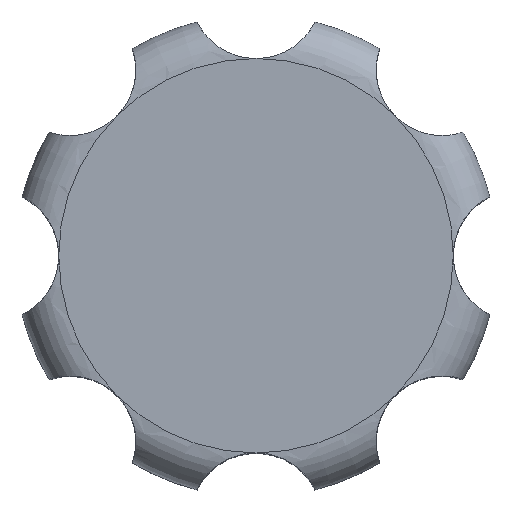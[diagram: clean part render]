
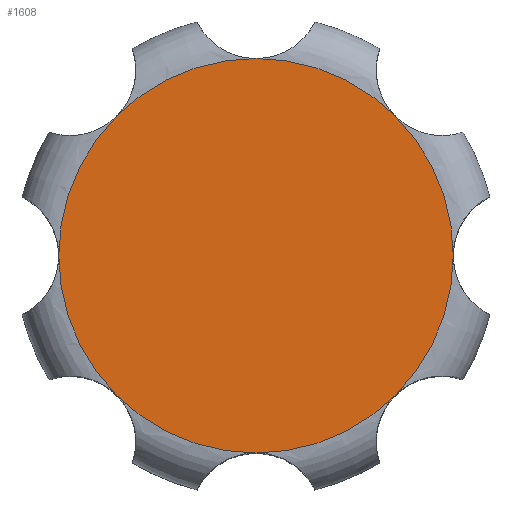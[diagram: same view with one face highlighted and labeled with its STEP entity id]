
A CAD part, top view. The second image highlights one B-rep face of the part: STEP entity #1608.
In plain terms, the highlighted planar face has unit normal (0, 0, 1).
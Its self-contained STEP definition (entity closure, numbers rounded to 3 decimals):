
#45 = TOROIDAL_SURFACE('',#46,9.,2.);
#46 = AXIS2_PLACEMENT_3D('',#47,#48,#49);
#47 = CARTESIAN_POINT('',(7.5,9.5,26.));
#48 = DIRECTION('',(0.,0.,1.));
#49 = DIRECTION('',(-1.,0.,0.));
#139 = EDGE_CURVE('',#140,#142,#144,.T.);
#140 = VERTEX_POINT('',#141);
#141 = CARTESIAN_POINT('',(-1.5,9.5,28.));
#142 = VERTEX_POINT('',#143);
#143 = CARTESIAN_POINT('',(1.136,3.136,28.));
#144 = SURFACE_CURVE('',#145,(#150,#157),.PCURVE_S1.);
#145 = CIRCLE('',#146,9.);
#146 = AXIS2_PLACEMENT_3D('',#147,#148,#149);
#147 = CARTESIAN_POINT('',(7.5,9.5,28.));
#148 = DIRECTION('',(0.,0.,1.));
#149 = DIRECTION('',(-1.,0.,0.));
#150 = PCURVE('',#45,#151);
#151 = DEFINITIONAL_REPRESENTATION('',(#152),#156);
#152 = LINE('',#153,#154);
#153 = CARTESIAN_POINT('',(0.,1.571));
#154 = VECTOR('',#155,1.);
#155 = DIRECTION('',(1.,0.));
#156 = ( GEOMETRIC_REPRESENTATION_CONTEXT(2) 
PARAMETRIC_REPRESENTATION_CONTEXT() REPRESENTATION_CONTEXT('2D SPACE',''
  ) );
#157 = PCURVE('',#158,#163);
#158 = PLANE('',#159);
#159 = AXIS2_PLACEMENT_3D('',#160,#161,#162);
#160 = CARTESIAN_POINT('',(7.5,9.5,28.));
#161 = DIRECTION('',(0.,0.,1.));
#162 = DIRECTION('',(-1.,0.,0.));
#163 = DEFINITIONAL_REPRESENTATION('',(#164),#168);
#164 = CIRCLE('',#165,9.);
#165 = AXIS2_PLACEMENT_2D('',#166,#167);
#166 = CARTESIAN_POINT('',(0.,0.));
#167 = DIRECTION('',(1.,0.));
#168 = ( GEOMETRIC_REPRESENTATION_CONTEXT(2) 
PARAMETRIC_REPRESENTATION_CONTEXT() REPRESENTATION_CONTEXT('2D SPACE',''
  ) );
#594 = TOROIDAL_SURFACE('',#595,9.,2.);
#595 = AXIS2_PLACEMENT_3D('',#596,#597,#598);
#596 = CARTESIAN_POINT('',(7.5,9.5,26.));
#597 = DIRECTION('',(0.,0.,1.));
#598 = DIRECTION('',(-1.,0.,0.));
#1557 = TOROIDAL_SURFACE('',#1558,9.,2.);
#1558 = AXIS2_PLACEMENT_3D('',#1559,#1560,#1561);
#1559 = CARTESIAN_POINT('',(7.5,9.5,26.));
#1560 = DIRECTION('',(0.,0.,1.));
#1561 = DIRECTION('',(-1.,0.,0.));
#1608 = ADVANCED_FACE('',(#1609),#158,.T.);
#1609 = FACE_BOUND('',#1610,.T.);
#1610 = EDGE_LOOP('',(#1611,#1612,#1636,#1665,#1694,#1723,#1752,#1781));
#1611 = ORIENTED_EDGE('',*,*,#139,.T.);
#1612 = ORIENTED_EDGE('',*,*,#1613,.T.);
#1613 = EDGE_CURVE('',#142,#1614,#1616,.T.);
#1614 = VERTEX_POINT('',#1615);
#1615 = CARTESIAN_POINT('',(7.5,0.5,28.));
#1616 = SURFACE_CURVE('',#1617,(#1622,#1629),.PCURVE_S1.);
#1617 = CIRCLE('',#1618,9.);
#1618 = AXIS2_PLACEMENT_3D('',#1619,#1620,#1621);
#1619 = CARTESIAN_POINT('',(7.5,9.5,28.));
#1620 = DIRECTION('',(0.,0.,1.));
#1621 = DIRECTION('',(-1.,0.,0.));
#1622 = PCURVE('',#158,#1623);
#1623 = DEFINITIONAL_REPRESENTATION('',(#1624),#1628);
#1624 = CIRCLE('',#1625,9.);
#1625 = AXIS2_PLACEMENT_2D('',#1626,#1627);
#1626 = CARTESIAN_POINT('',(0.,0.));
#1627 = DIRECTION('',(1.,0.));
#1628 = ( GEOMETRIC_REPRESENTATION_CONTEXT(2) 
PARAMETRIC_REPRESENTATION_CONTEXT() REPRESENTATION_CONTEXT('2D SPACE',''
  ) );
#1629 = PCURVE('',#594,#1630);
#1630 = DEFINITIONAL_REPRESENTATION('',(#1631),#1635);
#1631 = LINE('',#1632,#1633);
#1632 = CARTESIAN_POINT('',(0.,1.571));
#1633 = VECTOR('',#1634,1.);
#1634 = DIRECTION('',(1.,0.));
#1635 = ( GEOMETRIC_REPRESENTATION_CONTEXT(2) 
PARAMETRIC_REPRESENTATION_CONTEXT() REPRESENTATION_CONTEXT('2D SPACE',''
  ) );
#1636 = ORIENTED_EDGE('',*,*,#1637,.T.);
#1637 = EDGE_CURVE('',#1614,#1638,#1640,.T.);
#1638 = VERTEX_POINT('',#1639);
#1639 = CARTESIAN_POINT('',(13.864,3.136,28.));
#1640 = SURFACE_CURVE('',#1641,(#1646,#1653),.PCURVE_S1.);
#1641 = CIRCLE('',#1642,9.);
#1642 = AXIS2_PLACEMENT_3D('',#1643,#1644,#1645);
#1643 = CARTESIAN_POINT('',(7.5,9.5,28.));
#1644 = DIRECTION('',(0.,0.,1.));
#1645 = DIRECTION('',(-1.,0.,0.));
#1646 = PCURVE('',#158,#1647);
#1647 = DEFINITIONAL_REPRESENTATION('',(#1648),#1652);
#1648 = CIRCLE('',#1649,9.);
#1649 = AXIS2_PLACEMENT_2D('',#1650,#1651);
#1650 = CARTESIAN_POINT('',(0.,0.));
#1651 = DIRECTION('',(1.,0.));
#1652 = ( GEOMETRIC_REPRESENTATION_CONTEXT(2) 
PARAMETRIC_REPRESENTATION_CONTEXT() REPRESENTATION_CONTEXT('2D SPACE',''
  ) );
#1653 = PCURVE('',#1654,#1659);
#1654 = TOROIDAL_SURFACE('',#1655,9.,2.);
#1655 = AXIS2_PLACEMENT_3D('',#1656,#1657,#1658);
#1656 = CARTESIAN_POINT('',(7.5,9.5,26.));
#1657 = DIRECTION('',(0.,0.,1.));
#1658 = DIRECTION('',(-1.,0.,0.));
#1659 = DEFINITIONAL_REPRESENTATION('',(#1660),#1664);
#1660 = LINE('',#1661,#1662);
#1661 = CARTESIAN_POINT('',(0.,1.571));
#1662 = VECTOR('',#1663,1.);
#1663 = DIRECTION('',(1.,0.));
#1664 = ( GEOMETRIC_REPRESENTATION_CONTEXT(2) 
PARAMETRIC_REPRESENTATION_CONTEXT() REPRESENTATION_CONTEXT('2D SPACE',''
  ) );
#1665 = ORIENTED_EDGE('',*,*,#1666,.T.);
#1666 = EDGE_CURVE('',#1638,#1667,#1669,.T.);
#1667 = VERTEX_POINT('',#1668);
#1668 = CARTESIAN_POINT('',(16.5,9.5,28.));
#1669 = SURFACE_CURVE('',#1670,(#1675,#1682),.PCURVE_S1.);
#1670 = CIRCLE('',#1671,9.);
#1671 = AXIS2_PLACEMENT_3D('',#1672,#1673,#1674);
#1672 = CARTESIAN_POINT('',(7.5,9.5,28.));
#1673 = DIRECTION('',(0.,0.,1.));
#1674 = DIRECTION('',(-1.,0.,0.));
#1675 = PCURVE('',#158,#1676);
#1676 = DEFINITIONAL_REPRESENTATION('',(#1677),#1681);
#1677 = CIRCLE('',#1678,9.);
#1678 = AXIS2_PLACEMENT_2D('',#1679,#1680);
#1679 = CARTESIAN_POINT('',(0.,0.));
#1680 = DIRECTION('',(1.,0.));
#1681 = ( GEOMETRIC_REPRESENTATION_CONTEXT(2) 
PARAMETRIC_REPRESENTATION_CONTEXT() REPRESENTATION_CONTEXT('2D SPACE',''
  ) );
#1682 = PCURVE('',#1683,#1688);
#1683 = TOROIDAL_SURFACE('',#1684,9.,2.);
#1684 = AXIS2_PLACEMENT_3D('',#1685,#1686,#1687);
#1685 = CARTESIAN_POINT('',(7.5,9.5,26.));
#1686 = DIRECTION('',(0.,0.,1.));
#1687 = DIRECTION('',(-1.,0.,0.));
#1688 = DEFINITIONAL_REPRESENTATION('',(#1689),#1693);
#1689 = LINE('',#1690,#1691);
#1690 = CARTESIAN_POINT('',(0.,1.571));
#1691 = VECTOR('',#1692,1.);
#1692 = DIRECTION('',(1.,0.));
#1693 = ( GEOMETRIC_REPRESENTATION_CONTEXT(2) 
PARAMETRIC_REPRESENTATION_CONTEXT() REPRESENTATION_CONTEXT('2D SPACE',''
  ) );
#1694 = ORIENTED_EDGE('',*,*,#1695,.T.);
#1695 = EDGE_CURVE('',#1667,#1696,#1698,.T.);
#1696 = VERTEX_POINT('',#1697);
#1697 = CARTESIAN_POINT('',(13.864,15.864,28.));
#1698 = SURFACE_CURVE('',#1699,(#1704,#1711),.PCURVE_S1.);
#1699 = CIRCLE('',#1700,9.);
#1700 = AXIS2_PLACEMENT_3D('',#1701,#1702,#1703);
#1701 = CARTESIAN_POINT('',(7.5,9.5,28.));
#1702 = DIRECTION('',(0.,0.,1.));
#1703 = DIRECTION('',(-1.,0.,0.));
#1704 = PCURVE('',#158,#1705);
#1705 = DEFINITIONAL_REPRESENTATION('',(#1706),#1710);
#1706 = CIRCLE('',#1707,9.);
#1707 = AXIS2_PLACEMENT_2D('',#1708,#1709);
#1708 = CARTESIAN_POINT('',(0.,0.));
#1709 = DIRECTION('',(1.,0.));
#1710 = ( GEOMETRIC_REPRESENTATION_CONTEXT(2) 
PARAMETRIC_REPRESENTATION_CONTEXT() REPRESENTATION_CONTEXT('2D SPACE',''
  ) );
#1711 = PCURVE('',#1712,#1717);
#1712 = TOROIDAL_SURFACE('',#1713,9.,2.);
#1713 = AXIS2_PLACEMENT_3D('',#1714,#1715,#1716);
#1714 = CARTESIAN_POINT('',(7.5,9.5,26.));
#1715 = DIRECTION('',(0.,0.,1.));
#1716 = DIRECTION('',(-1.,0.,0.));
#1717 = DEFINITIONAL_REPRESENTATION('',(#1718),#1722);
#1718 = LINE('',#1719,#1720);
#1719 = CARTESIAN_POINT('',(0.,1.571));
#1720 = VECTOR('',#1721,1.);
#1721 = DIRECTION('',(1.,0.));
#1722 = ( GEOMETRIC_REPRESENTATION_CONTEXT(2) 
PARAMETRIC_REPRESENTATION_CONTEXT() REPRESENTATION_CONTEXT('2D SPACE',''
  ) );
#1723 = ORIENTED_EDGE('',*,*,#1724,.T.);
#1724 = EDGE_CURVE('',#1696,#1725,#1727,.T.);
#1725 = VERTEX_POINT('',#1726);
#1726 = CARTESIAN_POINT('',(7.5,18.5,28.));
#1727 = SURFACE_CURVE('',#1728,(#1733,#1740),.PCURVE_S1.);
#1728 = CIRCLE('',#1729,9.);
#1729 = AXIS2_PLACEMENT_3D('',#1730,#1731,#1732);
#1730 = CARTESIAN_POINT('',(7.5,9.5,28.));
#1731 = DIRECTION('',(0.,0.,1.));
#1732 = DIRECTION('',(-1.,0.,0.));
#1733 = PCURVE('',#158,#1734);
#1734 = DEFINITIONAL_REPRESENTATION('',(#1735),#1739);
#1735 = CIRCLE('',#1736,9.);
#1736 = AXIS2_PLACEMENT_2D('',#1737,#1738);
#1737 = CARTESIAN_POINT('',(0.,0.));
#1738 = DIRECTION('',(1.,0.));
#1739 = ( GEOMETRIC_REPRESENTATION_CONTEXT(2) 
PARAMETRIC_REPRESENTATION_CONTEXT() REPRESENTATION_CONTEXT('2D SPACE',''
  ) );
#1740 = PCURVE('',#1741,#1746);
#1741 = TOROIDAL_SURFACE('',#1742,9.,2.);
#1742 = AXIS2_PLACEMENT_3D('',#1743,#1744,#1745);
#1743 = CARTESIAN_POINT('',(7.5,9.5,26.));
#1744 = DIRECTION('',(0.,0.,1.));
#1745 = DIRECTION('',(-1.,0.,0.));
#1746 = DEFINITIONAL_REPRESENTATION('',(#1747),#1751);
#1747 = LINE('',#1748,#1749);
#1748 = CARTESIAN_POINT('',(0.,1.571));
#1749 = VECTOR('',#1750,1.);
#1750 = DIRECTION('',(1.,0.));
#1751 = ( GEOMETRIC_REPRESENTATION_CONTEXT(2) 
PARAMETRIC_REPRESENTATION_CONTEXT() REPRESENTATION_CONTEXT('2D SPACE',''
  ) );
#1752 = ORIENTED_EDGE('',*,*,#1753,.T.);
#1753 = EDGE_CURVE('',#1725,#1754,#1756,.T.);
#1754 = VERTEX_POINT('',#1755);
#1755 = CARTESIAN_POINT('',(1.136,15.864,28.));
#1756 = SURFACE_CURVE('',#1757,(#1762,#1769),.PCURVE_S1.);
#1757 = CIRCLE('',#1758,9.);
#1758 = AXIS2_PLACEMENT_3D('',#1759,#1760,#1761);
#1759 = CARTESIAN_POINT('',(7.5,9.5,28.));
#1760 = DIRECTION('',(0.,0.,1.));
#1761 = DIRECTION('',(-1.,0.,0.));
#1762 = PCURVE('',#158,#1763);
#1763 = DEFINITIONAL_REPRESENTATION('',(#1764),#1768);
#1764 = CIRCLE('',#1765,9.);
#1765 = AXIS2_PLACEMENT_2D('',#1766,#1767);
#1766 = CARTESIAN_POINT('',(0.,0.));
#1767 = DIRECTION('',(1.,0.));
#1768 = ( GEOMETRIC_REPRESENTATION_CONTEXT(2) 
PARAMETRIC_REPRESENTATION_CONTEXT() REPRESENTATION_CONTEXT('2D SPACE',''
  ) );
#1769 = PCURVE('',#1770,#1775);
#1770 = TOROIDAL_SURFACE('',#1771,9.,2.);
#1771 = AXIS2_PLACEMENT_3D('',#1772,#1773,#1774);
#1772 = CARTESIAN_POINT('',(7.5,9.5,26.));
#1773 = DIRECTION('',(0.,0.,1.));
#1774 = DIRECTION('',(-1.,0.,0.));
#1775 = DEFINITIONAL_REPRESENTATION('',(#1776),#1780);
#1776 = LINE('',#1777,#1778);
#1777 = CARTESIAN_POINT('',(0.,1.571));
#1778 = VECTOR('',#1779,1.);
#1779 = DIRECTION('',(1.,0.));
#1780 = ( GEOMETRIC_REPRESENTATION_CONTEXT(2) 
PARAMETRIC_REPRESENTATION_CONTEXT() REPRESENTATION_CONTEXT('2D SPACE',''
  ) );
#1781 = ORIENTED_EDGE('',*,*,#1782,.T.);
#1782 = EDGE_CURVE('',#1754,#140,#1783,.T.);
#1783 = SURFACE_CURVE('',#1784,(#1789,#1796),.PCURVE_S1.);
#1784 = CIRCLE('',#1785,9.);
#1785 = AXIS2_PLACEMENT_3D('',#1786,#1787,#1788);
#1786 = CARTESIAN_POINT('',(7.5,9.5,28.));
#1787 = DIRECTION('',(0.,0.,1.));
#1788 = DIRECTION('',(-1.,0.,0.));
#1789 = PCURVE('',#158,#1790);
#1790 = DEFINITIONAL_REPRESENTATION('',(#1791),#1795);
#1791 = CIRCLE('',#1792,9.);
#1792 = AXIS2_PLACEMENT_2D('',#1793,#1794);
#1793 = CARTESIAN_POINT('',(0.,0.));
#1794 = DIRECTION('',(1.,0.));
#1795 = ( GEOMETRIC_REPRESENTATION_CONTEXT(2) 
PARAMETRIC_REPRESENTATION_CONTEXT() REPRESENTATION_CONTEXT('2D SPACE',''
  ) );
#1796 = PCURVE('',#1557,#1797);
#1797 = DEFINITIONAL_REPRESENTATION('',(#1798),#1802);
#1798 = LINE('',#1799,#1800);
#1799 = CARTESIAN_POINT('',(0.,1.571));
#1800 = VECTOR('',#1801,1.);
#1801 = DIRECTION('',(1.,0.));
#1802 = ( GEOMETRIC_REPRESENTATION_CONTEXT(2) 
PARAMETRIC_REPRESENTATION_CONTEXT() REPRESENTATION_CONTEXT('2D SPACE',''
  ) );
